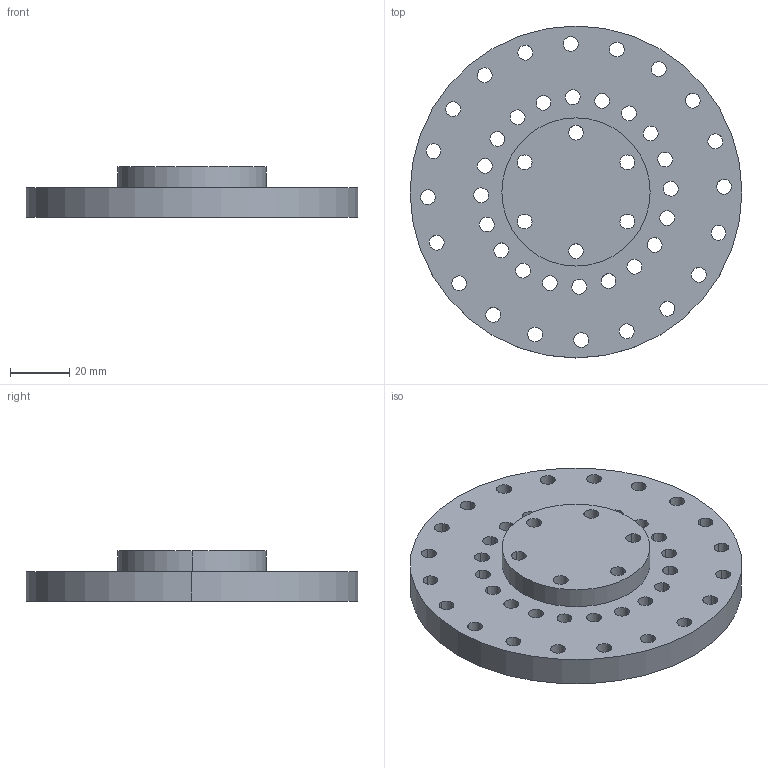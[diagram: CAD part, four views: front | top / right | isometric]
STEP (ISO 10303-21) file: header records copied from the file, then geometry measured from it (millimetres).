
FILE_DESCRIPTION(('CATIA V5 STEP Exchange'),'2;1');
FILE_NAME('turgo hub.stp','2013-10-07T03:40:53+00:00',('none'),('none'),'CATIA Version 5 Release 18 GA (IN-10)','CATIA V5 STEP AP203','none');
FILE_SCHEMA(('CONFIG_CONTROL_DESIGN'));
Length unit declared in the file: millimetre
Products named in the file (1): Part2
Bounding box: 112 x 112 x 17 mm (x, y, z)
Volume: 102408.1 mm3; surface area: 30401.2 mm2
Topology: 1 solids, 1 shells, 99 faces, 288 edges, 192 vertices
Faces by surface type: cylinder 96, plane 3
Entity records: 3188 total; most frequent: ORIENTED_EDGE 576, CARTESIAN_POINT 532, DIRECTION 390, EDGE_CURVE 288, AXIS2_PLACEMENT_3D 244, CIRCLE 192, EDGE_LOOP 192, VERTEX_POINT 192
